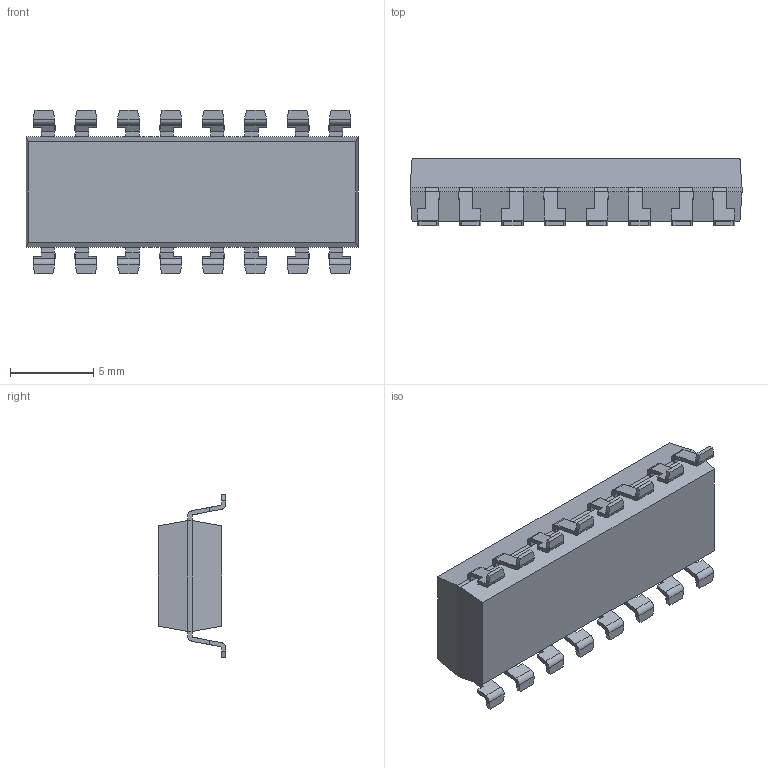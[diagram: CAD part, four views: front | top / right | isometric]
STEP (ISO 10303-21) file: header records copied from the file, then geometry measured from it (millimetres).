
FILE_DESCRIPTION (( 'STEP AP214' ), '1' );
FILE_NAME ('ILQ32-X009T.STEP', '2020-06-24T20:07:37', ( '' ), ( '' ), 'SwSTEP 2.0', 'SolidWorks 2017', '' );
FILE_SCHEMA (( 'AUTOMOTIVE_DESIGN' ));
Length unit declared in the file: millimetre
Products named in the file (1): ILQ32-X009T
Bounding box: 19.92 x 4.06 x 9.78 mm (x, y, z)
Volume: 491.9 mm3; surface area: 575.9 mm2
Topology: 17 solids, 17 shells, 370 faces, 966 edges, 630 vertices
Faces by surface type: plane 305, cylinder 65
Entity records: 11362 total; most frequent: CARTESIAN_POINT 1967, ORIENTED_EDGE 1932, DIRECTION 1838, EDGE_CURVE 966, VECTOR 836, LINE 836, VERTEX_POINT 630, AXIS2_PLACEMENT_3D 501
